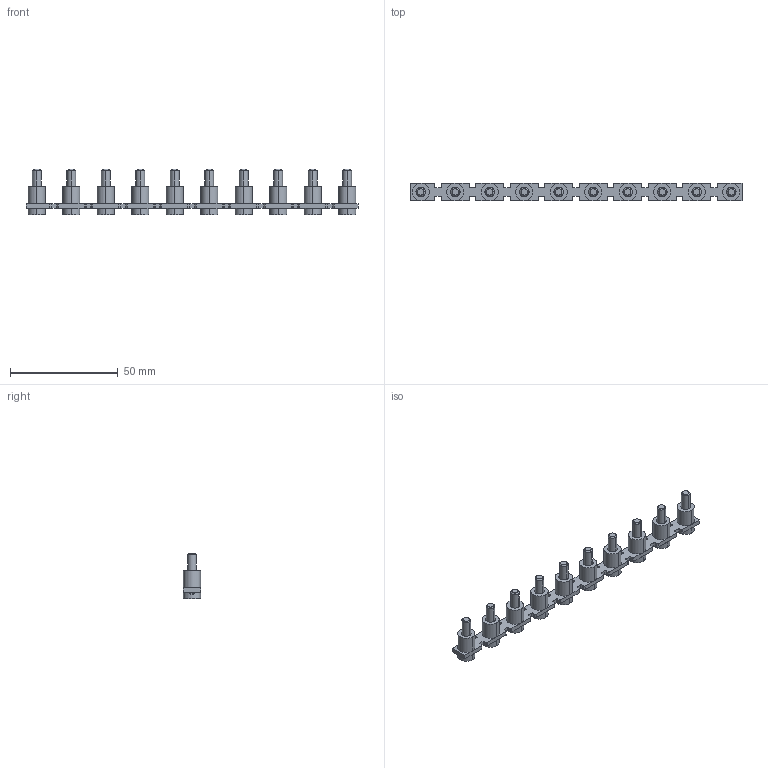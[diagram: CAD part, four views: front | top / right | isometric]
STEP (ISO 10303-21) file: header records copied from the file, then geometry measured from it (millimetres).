
FILE_DESCRIPTION (( 'STEP AP214' ), '1' );
FILE_NAME ('474179_UK 35-10.STP', '2013-11-14T14:27:01', ( 'arge' ), ( 'Microsoft' ), 'SwSTEP 2.0', 'SolidWorks 2013', '' );
FILE_SCHEMA (( 'AUTOMOTIVE_DESIGN' ));
Length unit declared in the file: millimetre
Products named in the file (5): M43904; 474179_UK 35-10; M43907; M43905; M43906
Assembly tree (31 placements, depth 2):
  474179_UK 35-10
    M43904
    M43905  x10
    M43906  x10
    M43907  x10
Bounding box: 154 x 8 x 21 mm (x, y, z)
Volume: 7980.1 mm3; surface area: 11962.2 mm2
Topology: 31 solids, 31 shells, 680 faces, 1564 edges, 966 vertices
Faces by surface type: cylinder 232, plane 198, torus 130, cone 120
Entity records: 7822 total; most frequent: DIRECTION 1364, CARTESIAN_POINT 1308, ORIENTED_EDGE 1220, EDGE_CURVE 610, AXIS2_PLACEMENT_3D 507, VERTEX_POINT 399, LINE 350, VECTOR 350
